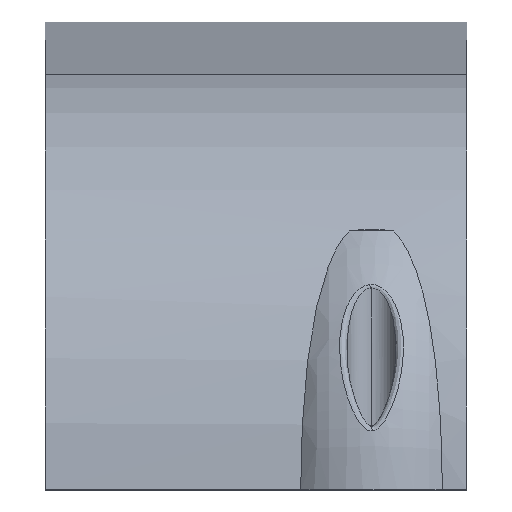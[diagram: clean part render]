
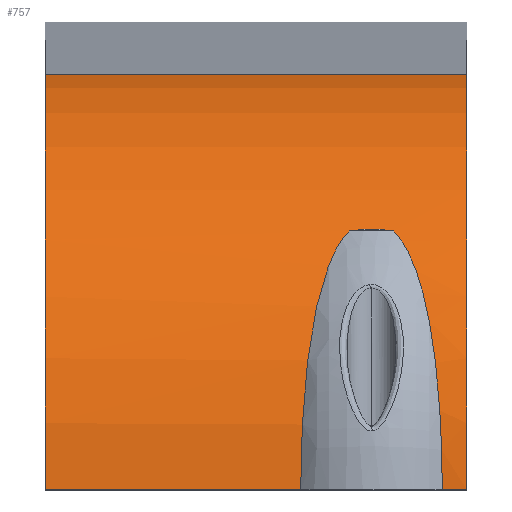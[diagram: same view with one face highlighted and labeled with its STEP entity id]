
A CAD part, top view. The second image highlights one B-rep face of the part: STEP entity #757.
In plain terms, the highlighted cylindrical face has radius 51.5 mm (diameter 103 mm), a partial arc.
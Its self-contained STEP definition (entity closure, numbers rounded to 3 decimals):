
#9 = DIRECTION ( 'NONE',  ( 1., 0., 0. ) ) ;
#16 = EDGE_CURVE ( 'NONE', #1123, #340, #1551, .T. ) ;
#18 = CARTESIAN_POINT ( 'NONE',  ( 43.546, 30.779, 41.292 ) ) ;
#26 = DIRECTION ( 'NONE',  ( 1., 0., 0. ) ) ;
#27 = CARTESIAN_POINT ( 'NONE',  ( 51.7, 0., 51.5 ) ) ;
#44 = CARTESIAN_POINT ( 'NONE',  ( 35.768, 29.708, 42.073 ) ) ;
#55 = VECTOR ( 'NONE', #1148, 1000. ) ;
#56 = VERTEX_POINT ( 'NONE', #325 ) ;
#72 = CARTESIAN_POINT ( 'NONE',  ( 48.271, 11.597, 50.261 ) ) ;
#108 = CARTESIAN_POINT ( 'NONE',  ( 31.325, 0., 51.5 ) ) ;
#117 = AXIS2_PLACEMENT_3D ( 'NONE', #1246, #26, #392 ) ;
#142 = CARTESIAN_POINT ( 'NONE',  ( 32.009, 14.409, 49.465 ) ) ;
#158 = CARTESIAN_POINT ( 'NONE',  ( 44.219, 29.73, 42.057 ) ) ;
#168 = CARTESIAN_POINT ( 'NONE',  ( 42.731, 31.752, 40.547 ) ) ;
#169 = CARTESIAN_POINT ( 'NONE',  ( 34.089, 25.594, 44.695 ) ) ;
#238 = DIRECTION ( 'NONE',  ( 1., 0., 0. ) ) ;
#247 = CIRCLE ( 'NONE', #117, 51.5 ) ;
#272 = CARTESIAN_POINT ( 'NONE',  ( 34.714, 27.412, 43.604 ) ) ;
#273 = EDGE_CURVE ( 'NONE', #340, #1069, #733, .T. ) ;
#276 = LINE ( 'NONE', #634, #55 ) ;
#283 = ORIENTED_EDGE ( 'NONE', *, *, #1568, .T. ) ;
#291 = FACE_OUTER_BOUND ( 'NONE', #737, .T. ) ;
#295 = CARTESIAN_POINT ( 'NONE',  ( 42.731, 31.752, 40.547 ) ) ;
#296 = CARTESIAN_POINT ( 'NONE',  ( 48.675, 0., 51.5 ) ) ;
#301 = CARTESIAN_POINT ( 'NONE',  ( 33.553, 23.734, 45.727 ) ) ;
#325 = CARTESIAN_POINT ( 'NONE',  ( 51.7, 51.018, 7.032 ) ) ;
#340 = VERTEX_POINT ( 'NONE', #491 ) ;
#346 = AXIS2_PLACEMENT_3D ( 'NONE', #726, #1216, #1578 ) ;
#379 = EDGE_CURVE ( 'NONE', #1575, #744, #1490, .T. ) ;
#392 = DIRECTION ( 'NONE',  ( 0., 0., -1. ) ) ;
#417 = VECTOR ( 'NONE', #1100, 1000. ) ;
#444 = CARTESIAN_POINT ( 'NONE',  ( 31.325, 2.923, 51.5 ) ) ;
#447 = CARTESIAN_POINT ( 'NONE',  ( 47.251, 19.865, 47.536 ) ) ;
#455 = CARTESIAN_POINT ( 'NONE',  ( 46.735, 22.496, 46.349 ) ) ;
#457 = CARTESIAN_POINT ( 'NONE',  ( 51.7, 0., 51.5 ) ) ;
#464 = ORIENTED_EDGE ( 'NONE', *, *, #273, .T. ) ;
#483 = ORIENTED_EDGE ( 'NONE', *, *, #16, .T. ) ;
#489 = LINE ( 'NONE', #977, #709 ) ;
#491 = CARTESIAN_POINT ( 'NONE',  ( 48.675, 0., 51.5 ) ) ;
#509 = CARTESIAN_POINT ( 'NONE',  ( 32.533, 18.523, 48.075 ) ) ;
#513 = CARTESIAN_POINT ( 'NONE',  ( 45.899, 25.634, 44.673 ) ) ;
#522 = CARTESIAN_POINT ( 'NONE',  ( 51.7, 0., 0. ) ) ;
#525 = CARTESIAN_POINT ( 'NONE',  ( 36.446, 30.767, 41.301 ) ) ;
#544 = CARTESIAN_POINT ( 'NONE',  ( 32.748, 19.856, 47.54 ) ) ;
#554 = CARTESIAN_POINT ( 'NONE',  ( 48.635, 3.662, 51.375 ) ) ;
#563 = CARTESIAN_POINT ( 'NONE',  ( 48.675, 0.73, 51.5 ) ) ;
#571 = CARTESIAN_POINT ( 'NONE',  ( 31.756, 11.564, 50.19 ) ) ;
#585 = LINE ( 'NONE', #457, #417 ) ;
#634 = CARTESIAN_POINT ( 'NONE',  ( 51.7, 51.018, 7.032 ) ) ;
#636 = CARTESIAN_POINT ( 'NONE',  ( 37.041, 31.52, 40.729 ) ) ;
#642 = CARTESIAN_POINT ( 'NONE',  ( 37.269, 31.752, 40.547 ) ) ;
#654 = CARTESIAN_POINT ( 'NONE',  ( 43.722, 30.521, 41.483 ) ) ;
#696 = CARTESIAN_POINT ( 'NONE',  ( 31.605, 9.416, 50.637 ) ) ;
#702 = VECTOR ( 'NONE', #238, 1000. ) ;
#709 = VECTOR ( 'NONE', #9, 1000. ) ;
#726 = CARTESIAN_POINT ( 'NONE',  ( 0., 0., 0. ) ) ;
#733 = LINE ( 'NONE', #742, #702 ) ;
#734 = CARTESIAN_POINT ( 'NONE',  ( 0., 0., 51.5 ) ) ;
#737 = EDGE_LOOP ( 'NONE', ( #893, #283, #1244, #1218, #483, #464, #1481, #1442 ) ) ;
#742 = CARTESIAN_POINT ( 'NONE',  ( 51.7, 0., 51.5 ) ) ;
#744 = VERTEX_POINT ( 'NONE', #642 ) ;
#757 = ADVANCED_FACE ( 'NONE', ( #291 ), #1142, .T. ) ;
#760 = EDGE_CURVE ( 'NONE', #56, #1069, #247, .T. ) ;
#772 = CARTESIAN_POINT ( 'NONE',  ( 36.268, 30.507, 41.493 ) ) ;
#791 = CARTESIAN_POINT ( 'NONE',  ( 42.959, 31.52, 40.728 ) ) ;
#807 = EDGE_CURVE ( 'NONE', #56, #886, #276, .T. ) ;
#886 = VERTEX_POINT ( 'NONE', #1323 ) ;
#887 = CARTESIAN_POINT ( 'NONE',  ( 45.274, 27.442, 43.585 ) ) ;
#888 = DIRECTION ( 'NONE',  ( -1., 0., 0. ) ) ;
#893 = ORIENTED_EDGE ( 'NONE', *, *, #1096, .T. ) ;
#894 = DIRECTION ( 'NONE',  ( 0., 0., 1. ) ) ;
#896 = CARTESIAN_POINT ( 'NONE',  ( 34.283, 26.206, 44.339 ) ) ;
#901 = CARTESIAN_POINT ( 'NONE',  ( 46.437, 23.775, 45.706 ) ) ;
#905 = CARTESIAN_POINT ( 'NONE',  ( 37.269, 31.752, 40.547 ) ) ;
#908 = CARTESIAN_POINT ( 'NONE',  ( 48.515, 7.303, 51. ) ) ;
#912 = CARTESIAN_POINT ( 'NONE',  ( 34.952, 28.006, 43.225 ) ) ;
#977 = CARTESIAN_POINT ( 'NONE',  ( 51.7, 31.752, 40.547 ) ) ;
#1009 = CARTESIAN_POINT ( 'NONE',  ( 45.037, 28.033, 43.208 ) ) ;
#1015 = CARTESIAN_POINT ( 'NONE',  ( 36.832, 31.273, 40.919 ) ) ;
#1023 = VERTEX_POINT ( 'NONE', #734 ) ;
#1034 = CIRCLE ( 'NONE', #346, 51.5 ) ;
#1068 = CARTESIAN_POINT ( 'NONE',  ( 48.65, 2.926, 51.422 ) ) ;
#1069 = VERTEX_POINT ( 'NONE', #27 ) ;
#1096 = EDGE_CURVE ( 'NONE', #886, #1023, #1034, .T. ) ;
#1100 = DIRECTION ( 'NONE',  ( 1., 0., 0. ) ) ;
#1118 = AXIS2_PLACEMENT_3D ( 'NONE', #522, #888, #894 ) ;
#1123 = VERTEX_POINT ( 'NONE', #168 ) ;
#1130 = CARTESIAN_POINT ( 'NONE',  ( 43.164, 31.278, 40.915 ) ) ;
#1138 = CARTESIAN_POINT ( 'NONE',  ( 44.509, 29.177, 42.443 ) ) ;
#1142 = CYLINDRICAL_SURFACE ( 'NONE', #1118, 51.5 ) ;
#1144 = CARTESIAN_POINT ( 'NONE',  ( 35.479, 29.153, 42.46 ) ) ;
#1148 = DIRECTION ( 'NONE',  ( -1., 0., 0. ) ) ;
#1179 = CARTESIAN_POINT ( 'NONE',  ( 48.67, 1.461, 51.485 ) ) ;
#1186 = CARTESIAN_POINT ( 'NONE',  ( 31.651, 10.133, 50.499 ) ) ;
#1216 = DIRECTION ( 'NONE',  ( 1., 0., 0. ) ) ;
#1218 = ORIENTED_EDGE ( 'NONE', *, *, #1353, .T. ) ;
#1244 = ORIENTED_EDGE ( 'NONE', *, *, #379, .T. ) ;
#1246 = CARTESIAN_POINT ( 'NONE',  ( 51.7, 0., 0. ) ) ;
#1282 = CARTESIAN_POINT ( 'NONE',  ( 33.258, 22.461, 46.366 ) ) ;
#1310 = CARTESIAN_POINT ( 'NONE',  ( 31.401, 5.822, 51.253 ) ) ;
#1323 = CARTESIAN_POINT ( 'NONE',  ( 0., 51.018, 7.032 ) ) ;
#1349 = CARTESIAN_POINT ( 'NONE',  ( 32.163, 15.8, 49.038 ) ) ;
#1353 = EDGE_CURVE ( 'NONE', #744, #1123, #489, .T. ) ;
#1417 = CARTESIAN_POINT ( 'NONE',  ( 48.575, 5.856, 51.187 ) ) ;
#1423 = CARTESIAN_POINT ( 'NONE',  ( 31.814, 12.279, 50.02 ) ) ;
#1442 = ORIENTED_EDGE ( 'NONE', *, *, #807, .T. ) ;
#1448 = CARTESIAN_POINT ( 'NONE',  ( 31.325, 0., 51.5 ) ) ;
#1481 = ORIENTED_EDGE ( 'NONE', *, *, #760, .F. ) ;
#1490 = B_SPLINE_CURVE_WITH_KNOTS ( 'NONE', 3,
 ( #108, #444, #1310, #696, #1186, #571, #1423, #142, #1349, #509, #544, #1282, #301, #169, #896, #272, #912, #1144, #44, #772, #525, #1015, #636, #905 ),
 .UNSPECIFIED., .F., .F.,
 ( 4, 2, 2, 2, 2, 2, 2, 2, 2, 2, 2, 4 ),
 ( 0.035, 0.044, 0.046, 0.049, 0.053, 0.057, 0.062, 0.064, 0.066, 0.068, 0.07, 0.071 ),
 .UNSPECIFIED. ) ;
#1503 = CARTESIAN_POINT ( 'NONE',  ( 45.704, 26.244, 44.317 ) ) ;
#1520 = CARTESIAN_POINT ( 'NONE',  ( 47.47, 18.508, 48.081 ) ) ;
#1537 = CARTESIAN_POINT ( 'NONE',  ( 48.026, 14.4, 49.531 ) ) ;
#1551 = B_SPLINE_CURVE_WITH_KNOTS ( 'NONE', 3,
 ( #295, #791, #1130, #18, #654, #158, #1138, #1009, #887, #1503, #513, #901, #455, #447, #1520, #1537, #72, #908, #1417, #554, #1068, #1179, #563, #296 ),
 .UNSPECIFIED., .F., .F.,
 ( 4, 2, 2, 2, 2, 2, 2, 2, 2, 2, 2, 4 ),
 ( 0., 0.001, 0.003, 0.005, 0.007, 0.009, 0.014, 0.018, 0.027, 0.031, 0.033, 0.035 ),
 .UNSPECIFIED. ) ;
#1568 = EDGE_CURVE ( 'NONE', #1023, #1575, #585, .T. ) ;
#1575 = VERTEX_POINT ( 'NONE', #1448 ) ;
#1578 = DIRECTION ( 'NONE',  ( 0., 0., -1. ) ) ;
